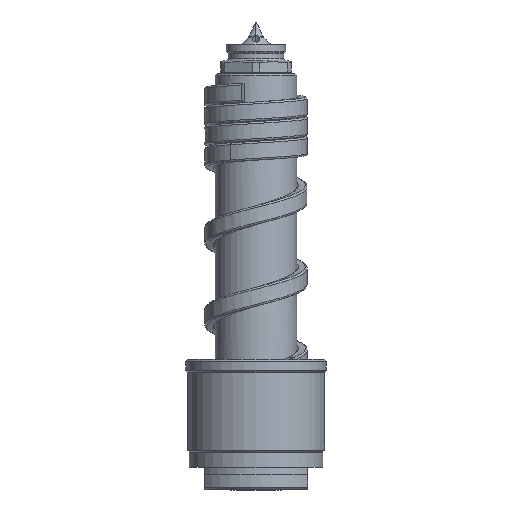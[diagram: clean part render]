
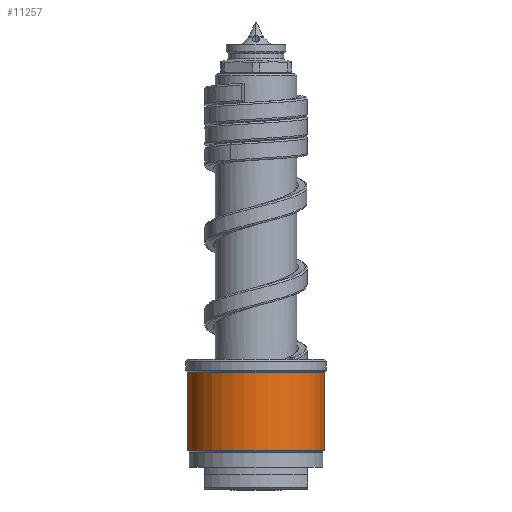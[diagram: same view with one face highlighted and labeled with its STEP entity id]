
A CAD part, front view. The second image highlights one B-rep face of the part: STEP entity #11257.
In plain terms, the highlighted cylindrical face has radius 18.5 mm (diameter 37 mm), a partial arc.
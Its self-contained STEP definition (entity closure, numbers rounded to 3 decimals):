
#3269=CARTESIAN_POINT('',(0.,0.,10.583));
#3270=DIRECTION('',(0.,0.,1.));
#3271=DIRECTION('',(-1.,0.,0.));
#3272=AXIS2_PLACEMENT_3D('',#3269,#3270,#3271);
#3274=DIRECTION('',(0.,0.,-1.));
#3275=VECTOR('',#3274,20.834);
#3276=CARTESIAN_POINT('',(-18.5,0.,31.417));
#3277=LINE('',#3276,#3275);
#3278=CARTESIAN_POINT('',(0.,0.,31.417));
#3279=DIRECTION('',(0.,0.,1.));
#3280=DIRECTION('',(-1.,0.,0.));
#3281=AXIS2_PLACEMENT_3D('',#3278,#3279,#3280);
#3283=DIRECTION('',(0.,0.,-1.));
#3284=VECTOR('',#3283,20.834);
#3285=CARTESIAN_POINT('',(18.5,0.,31.417));
#3286=LINE('',#3285,#3284);
#6431=CARTESIAN_POINT('',(18.5,0.,31.417));
#6432=CARTESIAN_POINT('',(-18.5,0.,31.417));
#6433=VERTEX_POINT('',#6431);
#6434=VERTEX_POINT('',#6432);
#6457=CARTESIAN_POINT('',(18.5,0.,10.583));
#6458=VERTEX_POINT('',#6457);
#6459=CARTESIAN_POINT('',(-18.5,0.,10.583));
#6460=VERTEX_POINT('',#6459);
#11245=CARTESIAN_POINT('',(0.,0.,8.75));
#11246=DIRECTION('',(0.,0.,1.));
#11247=DIRECTION('',(-1.,0.,0.));
#11248=AXIS2_PLACEMENT_3D('',#11245,#11246,#11247);
#11249=CYLINDRICAL_SURFACE('',#11248,18.5);
#11250=ORIENTED_EDGE('',*,*,#9296,.F.);
#11251=ORIENTED_EDGE('',*,*,#9277,.F.);
#11253=ORIENTED_EDGE('',*,*,#11252,.T.);
#11254=ORIENTED_EDGE('',*,*,#9273,.T.);
#11255=EDGE_LOOP('',(#11250,#11251,#11253,#11254));
#11256=FACE_OUTER_BOUND('',#11255,.F.);
#3273=CIRCLE('',#3272,18.5);
#3282=CIRCLE('',#3281,18.5);
#9273=EDGE_CURVE('',#6433,#6458,#3286,.T.);
#9277=EDGE_CURVE('',#6434,#6460,#3277,.T.);
#9296=EDGE_CURVE('',#6460,#6458,#3273,.T.);
#11252=EDGE_CURVE('',#6434,#6433,#3282,.T.);
#11257=ADVANCED_FACE('',(#11256),#11249,.T.);
